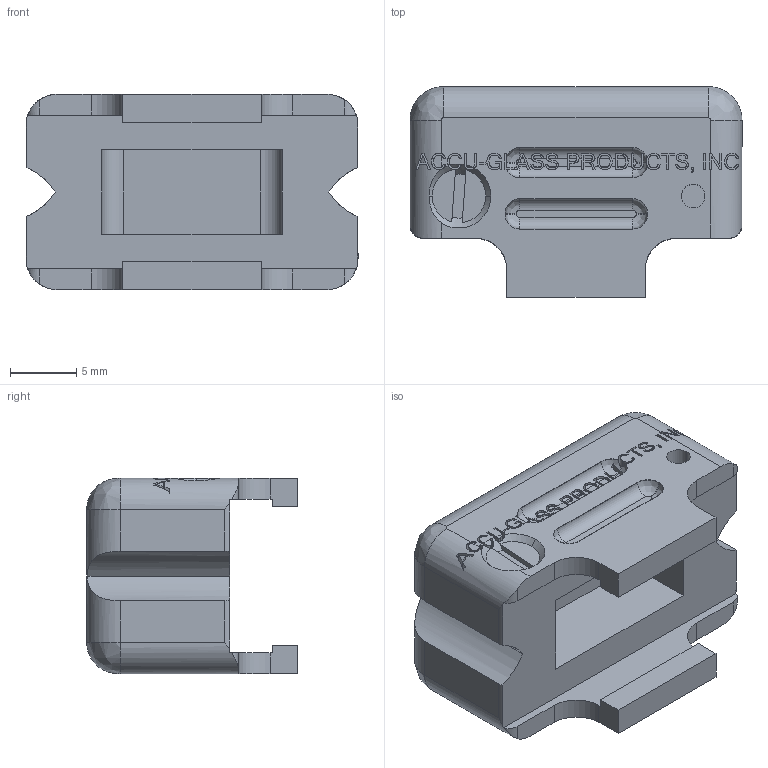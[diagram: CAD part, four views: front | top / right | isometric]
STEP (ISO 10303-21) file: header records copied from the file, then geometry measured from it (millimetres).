
FILE_DESCRIPTION (( 'STEP AP203' ), '1' );
FILE_NAME ('100445 ACCU-GLASS PRODUCTS, INC.STEP', '2010-08-19T22:13:20', ( ' ' ), ( ' ' ), 'SwSTEP 2.0', 'SolidWorks 2006004', '' );
FILE_SCHEMA (( 'CONFIG_CONTROL_DESIGN' ));
Length unit declared in the file: inch
Products named in the file (1): 100445 ACCU-GLASS PRODUCTS, INC
Bounding box: 25.02 x 15.88 x 14.73 mm (x, y, z)
Volume: 3393.3 mm3; surface area: 2281.3 mm2
Topology: 1 solids, 1 shells, 532 faces, 1493 edges, 984 vertices
Faces by surface type: bspline 241, plane 211, cylinder 74, cone 6
Entity records: 20623 total; most frequent: CARTESIAN_POINT 8611, ORIENTED_EDGE 2986, DIRECTION 1642, EDGE_CURVE 1493, VERTEX_POINT 984, LINE 760, VECTOR 760, B_SPLINE_CURVE_WITH_KNOTS 565
